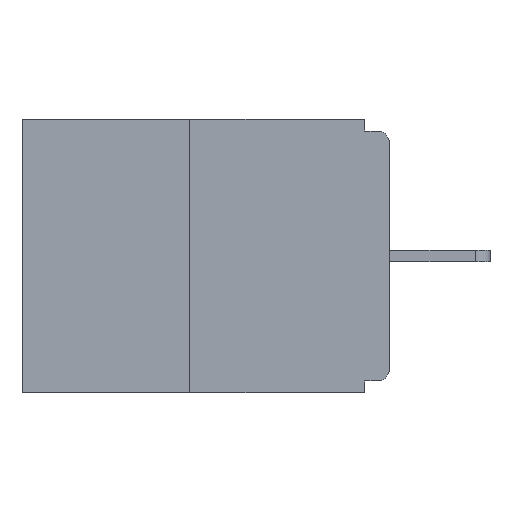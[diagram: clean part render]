
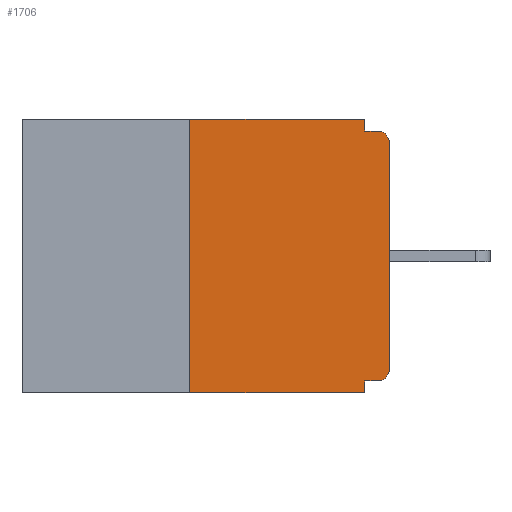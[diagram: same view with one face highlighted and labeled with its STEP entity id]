
A CAD part, left-side view. The second image highlights one B-rep face of the part: STEP entity #1706.
In plain terms, the highlighted planar face has unit normal (-1, 0, 0).
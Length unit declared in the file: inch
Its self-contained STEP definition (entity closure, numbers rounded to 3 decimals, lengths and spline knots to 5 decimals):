
#219 = ORIENTED_EDGE ( 'NONE', *, *, #10041, .F. ) ;
#456 = LINE ( 'NONE', #16292, #16711 ) ;
#506 = CARTESIAN_POINT ( 'NONE',  ( 0., 0.46, 0. ) ) ;
#583 = VERTEX_POINT ( 'NONE', #12759 ) ;
#713 = ORIENTED_EDGE ( 'NONE', *, *, #18667, .F. ) ;
#1577 = DIRECTION ( 'NONE',  ( 0., 0., -1. ) ) ;
#1604 = DIRECTION ( 'NONE',  ( 1., 0., 0. ) ) ;
#1634 = DIRECTION ( 'NONE',  ( 0., 0., -1. ) ) ;
#1697 = CARTESIAN_POINT ( 'NONE',  ( 0., 0.031, -0.343 ) ) ;
#1706 = ADVANCED_FACE ( 'NONE', ( #13411 ), #17640, .F. ) ;
#1745 = LINE ( 'NONE', #6967, #17705 ) ;
#1878 = EDGE_CURVE ( 'NONE', #583, #14254, #2053, .T. ) ;
#1987 = ORIENTED_EDGE ( 'NONE', *, *, #11619, .F. ) ;
#2014 = CARTESIAN_POINT ( 'NONE',  ( 0., 0., 0. ) ) ;
#2029 = ORIENTED_EDGE ( 'NONE', *, *, #2924, .T. ) ;
#2053 = LINE ( 'NONE', #2014, #17552 ) ;
#2199 = DIRECTION ( 'NONE',  ( 0., -1., 0. ) ) ;
#2217 = CARTESIAN_POINT ( 'NONE',  ( 0., 0.46, -0.343 ) ) ;
#2239 = ORIENTED_EDGE ( 'NONE', *, *, #9464, .T. ) ;
#2454 = CIRCLE ( 'NONE', #8143, 0.015 ) ;
#2742 = CARTESIAN_POINT ( 'NONE',  ( 0., 0.25, 0. ) ) ;
#2924 = EDGE_CURVE ( 'NONE', #3719, #12382, #3669, .T. ) ;
#3102 = ORIENTED_EDGE ( 'NONE', *, *, #9722, .F. ) ;
#3121 = DIRECTION ( 'NONE',  ( 0., 0., 1. ) ) ;
#3407 = CARTESIAN_POINT ( 'NONE',  ( 0., 0.031, -0.343 ) ) ;
#3562 = DIRECTION ( 'NONE',  ( 0., -1., 0. ) ) ;
#3566 = CARTESIAN_POINT ( 'NONE',  ( 0., 0.031, -0.328 ) ) ;
#3669 = LINE ( 'NONE', #2217, #11257 ) ;
#3719 = VERTEX_POINT ( 'NONE', #5874 ) ;
#3774 = VECTOR ( 'NONE', #3562, 39.37008 ) ;
#3881 = VERTEX_POINT ( 'NONE', #12407 ) ;
#3960 = VERTEX_POINT ( 'NONE', #18620 ) ;
#4273 = LINE ( 'NONE', #4635, #11841 ) ;
#4408 = EDGE_CURVE ( 'NONE', #14254, #3960, #16765, .T. ) ;
#4568 = LINE ( 'NONE', #1697, #15633 ) ;
#4635 = CARTESIAN_POINT ( 'NONE',  ( 0., 0.25, 0. ) ) ;
#5304 = VERTEX_POINT ( 'NONE', #13599 ) ;
#5425 = ORIENTED_EDGE ( 'NONE', *, *, #1878, .T. ) ;
#5874 = CARTESIAN_POINT ( 'NONE',  ( 0., 0.25, -0.343 ) ) ;
#6378 = DIRECTION ( 'NONE',  ( -1., 0., 0. ) ) ;
#6385 = VERTEX_POINT ( 'NONE', #16393 ) ;
#6745 = DIRECTION ( 'NONE',  ( 0., 0., -1. ) ) ;
#6967 = CARTESIAN_POINT ( 'NONE',  ( 0., 0., -0.328 ) ) ;
#7002 = DIRECTION ( 'NONE',  ( 0., 0., 1. ) ) ;
#7250 = CARTESIAN_POINT ( 'NONE',  ( 0., 0., -0.03 ) ) ;
#8143 = AXIS2_PLACEMENT_3D ( 'NONE', #15422, #6378, #16895 ) ;
#8547 = DIRECTION ( 'NONE',  ( 0., -1., 0. ) ) ;
#9147 = DIRECTION ( 'NONE',  ( -1., 0., 0. ) ) ;
#9226 = CARTESIAN_POINT ( 'NONE',  ( 0., 0.015, -0.03 ) ) ;
#9273 = EDGE_LOOP ( 'NONE', ( #713, #1987, #2029, #219, #3102, #2239, #5425, #13012, #15210, #16783 ) ) ;
#9464 = EDGE_CURVE ( 'NONE', #3881, #583, #2454, .T. ) ;
#9562 = VERTEX_POINT ( 'NONE', #3566 ) ;
#9722 = EDGE_CURVE ( 'NONE', #3881, #9562, #1745, .T. ) ;
#10041 = EDGE_CURVE ( 'NONE', #9562, #12382, #4568, .T. ) ;
#10213 = AXIS2_PLACEMENT_3D ( 'NONE', #17727, #1604, #1577 ) ;
#10354 = DIRECTION ( 'NONE',  ( 0., 0., -1. ) ) ;
#10991 = VERTEX_POINT ( 'NONE', #2742 ) ;
#11257 = VECTOR ( 'NONE', #2199, 39.37008 ) ;
#11619 = EDGE_CURVE ( 'NONE', #3719, #10991, #4273, .T. ) ;
#11841 = VECTOR ( 'NONE', #3121, 39.37008 ) ;
#12382 = VERTEX_POINT ( 'NONE', #3407 ) ;
#12407 = CARTESIAN_POINT ( 'NONE',  ( 0., 0.015, -0.328 ) ) ;
#12759 = CARTESIAN_POINT ( 'NONE',  ( 0., 0., -0.313 ) ) ;
#13012 = ORIENTED_EDGE ( 'NONE', *, *, #4408, .T. ) ;
#13411 = FACE_OUTER_BOUND ( 'NONE', #9273, .T. ) ;
#13599 = CARTESIAN_POINT ( 'NONE',  ( 0., 0.031, 0. ) ) ;
#14254 = VERTEX_POINT ( 'NONE', #7250 ) ;
#14918 = AXIS2_PLACEMENT_3D ( 'NONE', #9226, #9147, #6745 ) ;
#15210 = ORIENTED_EDGE ( 'NONE', *, *, #18863, .F. ) ;
#15422 = CARTESIAN_POINT ( 'NONE',  ( 0., 0.015, -0.313 ) ) ;
#15548 = VECTOR ( 'NONE', #8547, 39.37008 ) ;
#15633 = VECTOR ( 'NONE', #1634, 39.37008 ) ;
#15790 = LINE ( 'NONE', #506, #3774 ) ;
#15993 = DIRECTION ( 'NONE',  ( 0., 1., 0. ) ) ;
#16292 = CARTESIAN_POINT ( 'NONE',  ( 0., 0.031, 0. ) ) ;
#16393 = CARTESIAN_POINT ( 'NONE',  ( 0., 0.031, -0.015 ) ) ;
#16711 = VECTOR ( 'NONE', #10354, 39.37008 ) ;
#16765 = CIRCLE ( 'NONE', #14918, 0.015 ) ;
#16783 = ORIENTED_EDGE ( 'NONE', *, *, #17773, .F. ) ;
#16895 = DIRECTION ( 'NONE',  ( 0., 0., -1. ) ) ;
#17525 = CARTESIAN_POINT ( 'NONE',  ( 0., 0., -0.015 ) ) ;
#17552 = VECTOR ( 'NONE', #7002, 39.37008 ) ;
#17640 = PLANE ( 'NONE',  #10213 ) ;
#17705 = VECTOR ( 'NONE', #15993, 39.37008 ) ;
#17727 = CARTESIAN_POINT ( 'NONE',  ( 0., 0.46, 0. ) ) ;
#17773 = EDGE_CURVE ( 'NONE', #5304, #6385, #456, .T. ) ;
#18620 = CARTESIAN_POINT ( 'NONE',  ( 0., 0.015, -0.015 ) ) ;
#18667 = EDGE_CURVE ( 'NONE', #10991, #5304, #15790, .T. ) ;
#18863 = EDGE_CURVE ( 'NONE', #6385, #3960, #19433, .T. ) ;
#19433 = LINE ( 'NONE', #17525, #15548 ) ;
